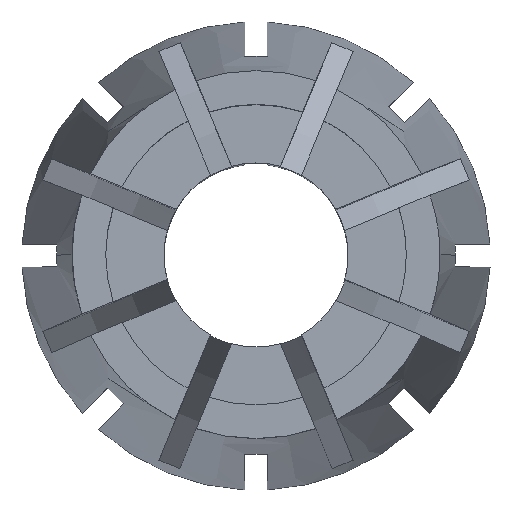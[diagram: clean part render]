
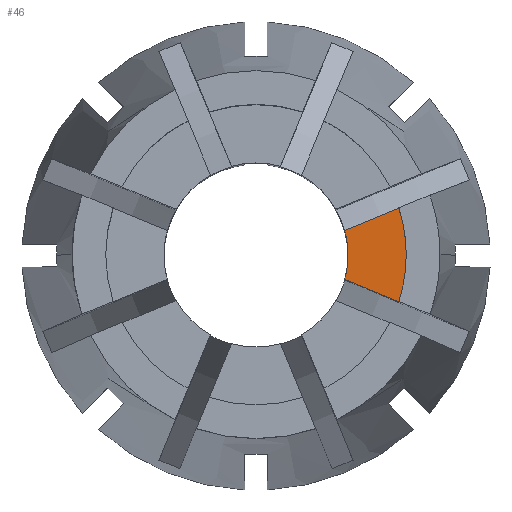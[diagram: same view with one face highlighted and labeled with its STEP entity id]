
A CAD part, top view. The second image highlights one B-rep face of the part: STEP entity #46.
In plain terms, the highlighted planar face has unit normal (0, 0, 1).
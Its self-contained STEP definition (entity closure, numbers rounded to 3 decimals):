
#26 = PLANE ( 'NONE',  #734 ) ;
#46 = ADVANCED_FACE ( 'NONE', ( #2127 ), #26, .T. ) ;
#88 = CARTESIAN_POINT ( 'NONE',  ( 0., 0., -6.8 ) ) ;
#209 = AXIS2_PLACEMENT_3D ( 'NONE', #3304, #3680, #3828 ) ;
#293 = CARTESIAN_POINT ( 'NONE',  ( 4.657, 1.523, -6.8 ) ) ;
#330 = AXIS2_PLACEMENT_3D ( 'NONE', #88, #2518, #440 ) ;
#440 = DIRECTION ( 'NONE',  ( 1., 0., 0. ) ) ;
#487 = CARTESIAN_POINT ( 'NONE',  ( 1.204, 0.093, -6.8 ) ) ;
#594 = VECTOR ( 'NONE', #1120, 1000. ) ;
#596 = VERTEX_POINT ( 'NONE', #3086 ) ;
#647 = CARTESIAN_POINT ( 'NONE',  ( 4.9, 0., -6.8 ) ) ;
#700 = VERTEX_POINT ( 'NONE', #293 ) ;
#734 = AXIS2_PLACEMENT_3D ( 'NONE', #3179, #1829, #1756 ) ;
#909 = DIRECTION ( 'NONE',  ( 1., 0., 0. ) ) ;
#1120 = DIRECTION ( 'NONE',  ( -0.924, -0.383, 0. ) ) ;
#1215 = CIRCLE ( 'NONE', #330, 3. ) ;
#1401 = VERTEX_POINT ( 'NONE', #3297 ) ;
#1562 = ORIENTED_EDGE ( 'NONE', *, *, #2980, .F. ) ;
#1731 = EDGE_CURVE ( 'NONE', #2706, #2331, #4474, .T. ) ;
#1756 = DIRECTION ( 'NONE',  ( 1., 0., 0. ) ) ;
#1775 = ORIENTED_EDGE ( 'NONE', *, *, #2164, .T. ) ;
#1787 = AXIS2_PLACEMENT_3D ( 'NONE', #4027, #3314, #3332 ) ;
#1790 = CARTESIAN_POINT ( 'NONE',  ( 4.657, -1.523, -6.8 ) ) ;
#1829 = DIRECTION ( 'NONE',  ( 0., 0., 1. ) ) ;
#2105 = EDGE_CURVE ( 'NONE', #700, #1401, #2810, .T. ) ;
#2127 = FACE_OUTER_BOUND ( 'NONE', #4060, .T. ) ;
#2164 = EDGE_CURVE ( 'NONE', #2331, #700, #3646, .T. ) ;
#2265 = VERTEX_POINT ( 'NONE', #2986 ) ;
#2320 = LINE ( 'NONE', #4198, #2531 ) ;
#2331 = VERTEX_POINT ( 'NONE', #647 ) ;
#2423 = DIRECTION ( 'NONE',  ( 0., 0., 1. ) ) ;
#2518 = DIRECTION ( 'NONE',  ( 0., 0., 1. ) ) ;
#2531 = VECTOR ( 'NONE', #4360, 1000. ) ;
#2706 = VERTEX_POINT ( 'NONE', #1790 ) ;
#2810 = LINE ( 'NONE', #487, #594 ) ;
#2867 = ORIENTED_EDGE ( 'NONE', *, *, #2900, .F. ) ;
#2900 = EDGE_CURVE ( 'NONE', #596, #2265, #3699, .T. ) ;
#2980 = EDGE_CURVE ( 'NONE', #2706, #596, #2320, .T. ) ;
#2986 = CARTESIAN_POINT ( 'NONE',  ( 3., 0., -6.8 ) ) ;
#3086 = CARTESIAN_POINT ( 'NONE',  ( 2.893, -0.793, -6.8 ) ) ;
#3179 = CARTESIAN_POINT ( 'NONE',  ( 0., 3., -6.8 ) ) ;
#3297 = CARTESIAN_POINT ( 'NONE',  ( 2.893, 0.793, -6.8 ) ) ;
#3304 = CARTESIAN_POINT ( 'NONE',  ( 0., 0., -6.8 ) ) ;
#3314 = DIRECTION ( 'NONE',  ( 0., 0., 1. ) ) ;
#3332 = DIRECTION ( 'NONE',  ( 1., 0., 0. ) ) ;
#3646 = CIRCLE ( 'NONE', #4285, 4.9 ) ;
#3680 = DIRECTION ( 'NONE',  ( 0., 0., 1. ) ) ;
#3699 = CIRCLE ( 'NONE', #209, 3. ) ;
#3828 = DIRECTION ( 'NONE',  ( 1., 0., 0. ) ) ;
#3990 = EDGE_CURVE ( 'NONE', #2265, #1401, #1215, .T. ) ;
#4027 = CARTESIAN_POINT ( 'NONE',  ( 0., 0., -6.8 ) ) ;
#4060 = EDGE_LOOP ( 'NONE', ( #1562, #4419, #1775, #4093, #4492, #2867 ) ) ;
#4093 = ORIENTED_EDGE ( 'NONE', *, *, #2105, .T. ) ;
#4198 = CARTESIAN_POINT ( 'NONE',  ( -0.917, 0.786, -6.8 ) ) ;
#4285 = AXIS2_PLACEMENT_3D ( 'NONE', #4363, #2423, #909 ) ;
#4360 = DIRECTION ( 'NONE',  ( -0.924, 0.383, 0. ) ) ;
#4363 = CARTESIAN_POINT ( 'NONE',  ( 0., 0., -6.8 ) ) ;
#4419 = ORIENTED_EDGE ( 'NONE', *, *, #1731, .T. ) ;
#4474 = CIRCLE ( 'NONE', #1787, 4.9 ) ;
#4492 = ORIENTED_EDGE ( 'NONE', *, *, #3990, .F. ) ;
